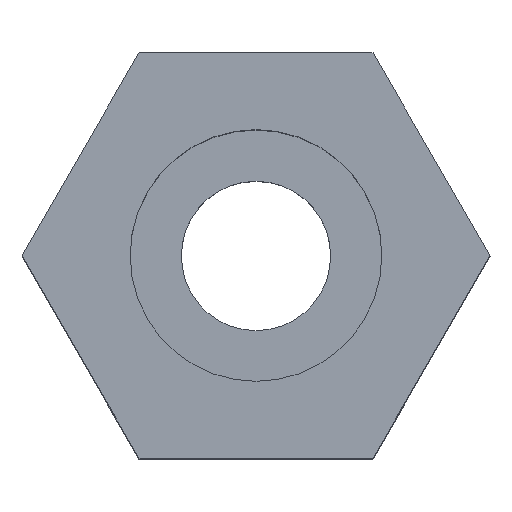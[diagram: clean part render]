
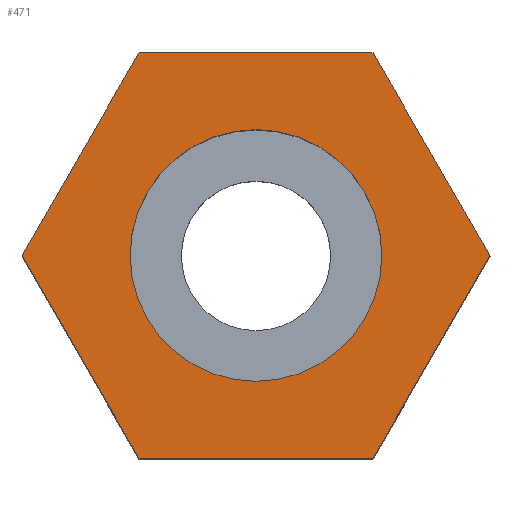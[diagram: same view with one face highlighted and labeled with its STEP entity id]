
A CAD part, top view. The second image highlights one B-rep face of the part: STEP entity #471.
In plain terms, the highlighted planar face has unit normal (0, 0, 1).
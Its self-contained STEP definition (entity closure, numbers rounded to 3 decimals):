
#9 = EDGE_CURVE ( 'NONE', #72, #675, #909, .T. ) ;
#39 = EDGE_CURVE ( 'NONE', #621, #881, #1203, .T. ) ;
#40 = DIRECTION ( 'NONE',  ( -0.5, -0.866, 0. ) ) ;
#60 = CARTESIAN_POINT ( 'NONE',  ( -5.9, 0., 0. ) ) ;
#65 = FACE_BOUND ( 'NONE', #661, .T. ) ;
#72 = VERTEX_POINT ( 'NONE', #1120 ) ;
#78 = CARTESIAN_POINT ( 'NONE',  ( -10.97, 0., 0. ) ) ;
#93 = DIRECTION ( 'NONE',  ( 1., 0., 0. ) ) ;
#104 = EDGE_CURVE ( 'NONE', #1318, #453, #649, .T. ) ;
#136 = VECTOR ( 'NONE', #1103, 1000. ) ;
#144 = EDGE_LOOP ( 'NONE', ( #796, #200, #178, #1029, #425, #1229 ) ) ;
#178 = ORIENTED_EDGE ( 'NONE', *, *, #1036, .T. ) ;
#180 = EDGE_CURVE ( 'NONE', #453, #1318, #735, .T. ) ;
#183 = LINE ( 'NONE', #298, #782 ) ;
#197 = CARTESIAN_POINT ( 'NONE',  ( -5.485, -9.5, 0. ) ) ;
#200 = ORIENTED_EDGE ( 'NONE', *, *, #842, .T. ) ;
#206 = VECTOR ( 'NONE', #818, 1000. ) ;
#229 = VERTEX_POINT ( 'NONE', #1063 ) ;
#298 = CARTESIAN_POINT ( 'NONE',  ( 5.485, -9.5, 0. ) ) ;
#327 = VECTOR ( 'NONE', #1216, 1000. ) ;
#332 = VECTOR ( 'NONE', #40, 1000. ) ;
#420 = VERTEX_POINT ( 'NONE', #1050 ) ;
#422 = CARTESIAN_POINT ( 'NONE',  ( 5.485, 9.5, 0. ) ) ;
#425 = ORIENTED_EDGE ( 'NONE', *, *, #1002, .T. ) ;
#449 = CARTESIAN_POINT ( 'NONE',  ( 5.9, 0., 0. ) ) ;
#453 = VERTEX_POINT ( 'NONE', #60 ) ;
#471 = ADVANCED_FACE ( 'NONE', ( #65, #1238 ), #840, .T. ) ;
#477 = LINE ( 'NONE', #78, #1295 ) ;
#509 = ORIENTED_EDGE ( 'NONE', *, *, #104, .F. ) ;
#533 = DIRECTION ( 'NONE',  ( 1., 0., 0. ) ) ;
#541 = DIRECTION ( 'NONE',  ( 1., 0., 0. ) ) ;
#560 = CARTESIAN_POINT ( 'NONE',  ( -5.485, 9.5, 0. ) ) ;
#606 = DIRECTION ( 'NONE',  ( 0., 0., 1. ) ) ;
#621 = VERTEX_POINT ( 'NONE', #989 ) ;
#649 = CIRCLE ( 'NONE', #1158, 5.9 ) ;
#661 = EDGE_LOOP ( 'NONE', ( #509, #1252 ) ) ;
#675 = VERTEX_POINT ( 'NONE', #1047 ) ;
#707 = DIRECTION ( 'NONE',  ( 0.5, -0.866, 0. ) ) ;
#734 = CARTESIAN_POINT ( 'NONE',  ( 0., 0., 0. ) ) ;
#735 = CIRCLE ( 'NONE', #1135, 5.9 ) ;
#762 = LINE ( 'NONE', #560, #332 ) ;
#778 = CARTESIAN_POINT ( 'NONE',  ( 5.485, 9.5, 0. ) ) ;
#782 = VECTOR ( 'NONE', #800, 1000. ) ;
#796 = ORIENTED_EDGE ( 'NONE', *, *, #1061, .T. ) ;
#800 = DIRECTION ( 'NONE',  ( 0.5, 0.866, 0. ) ) ;
#818 = DIRECTION ( 'NONE',  ( -1., 0., 0. ) ) ;
#840 = PLANE ( 'NONE',  #1011 ) ;
#842 = EDGE_CURVE ( 'NONE', #229, #420, #762, .T. ) ;
#853 = CARTESIAN_POINT ( 'NONE',  ( 0., 0., 0. ) ) ;
#881 = VERTEX_POINT ( 'NONE', #778 ) ;
#909 = LINE ( 'NONE', #197, #327 ) ;
#934 = CARTESIAN_POINT ( 'NONE',  ( 10.97, 0., 0. ) ) ;
#989 = CARTESIAN_POINT ( 'NONE',  ( 10.97, 0., 0. ) ) ;
#1002 = EDGE_CURVE ( 'NONE', #675, #621, #183, .T. ) ;
#1011 = AXIS2_PLACEMENT_3D ( 'NONE', #734, #1137, #533 ) ;
#1029 = ORIENTED_EDGE ( 'NONE', *, *, #9, .T. ) ;
#1036 = EDGE_CURVE ( 'NONE', #420, #72, #477, .T. ) ;
#1047 = CARTESIAN_POINT ( 'NONE',  ( 5.485, -9.5, 0. ) ) ;
#1050 = CARTESIAN_POINT ( 'NONE',  ( -10.97, 0., 0. ) ) ;
#1061 = EDGE_CURVE ( 'NONE', #881, #229, #1087, .T. ) ;
#1063 = CARTESIAN_POINT ( 'NONE',  ( -5.485, 9.5, 0. ) ) ;
#1087 = LINE ( 'NONE', #422, #206 ) ;
#1103 = DIRECTION ( 'NONE',  ( -0.5, 0.866, 0. ) ) ;
#1109 = CARTESIAN_POINT ( 'NONE',  ( 0., 0., 0. ) ) ;
#1120 = CARTESIAN_POINT ( 'NONE',  ( -5.485, -9.5, 0. ) ) ;
#1135 = AXIS2_PLACEMENT_3D ( 'NONE', #853, #1235, #541 ) ;
#1137 = DIRECTION ( 'NONE',  ( 0., 0., 1. ) ) ;
#1158 = AXIS2_PLACEMENT_3D ( 'NONE', #1109, #606, #93 ) ;
#1203 = LINE ( 'NONE', #934, #136 ) ;
#1216 = DIRECTION ( 'NONE',  ( 1., 0., 0. ) ) ;
#1229 = ORIENTED_EDGE ( 'NONE', *, *, #39, .T. ) ;
#1235 = DIRECTION ( 'NONE',  ( 0., 0., 1. ) ) ;
#1238 = FACE_OUTER_BOUND ( 'NONE', #144, .T. ) ;
#1252 = ORIENTED_EDGE ( 'NONE', *, *, #180, .F. ) ;
#1295 = VECTOR ( 'NONE', #707, 1000. ) ;
#1318 = VERTEX_POINT ( 'NONE', #449 ) ;
